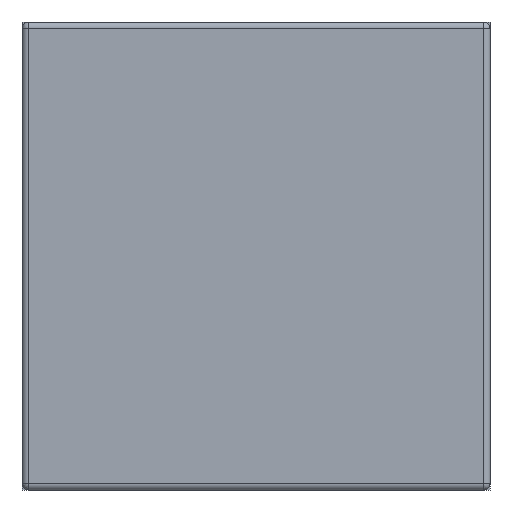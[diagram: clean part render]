
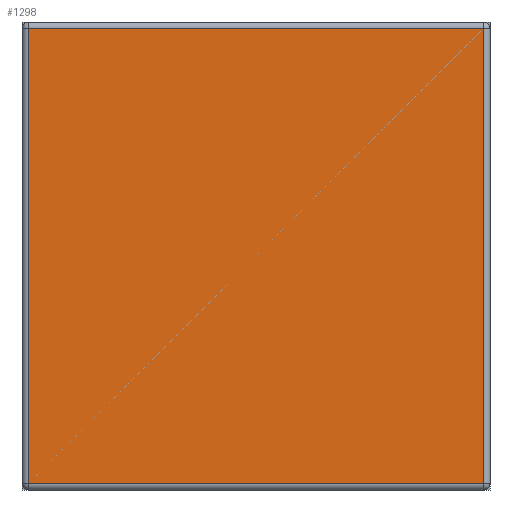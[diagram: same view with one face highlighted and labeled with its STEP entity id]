
A CAD part, front view. The second image highlights one B-rep face of the part: STEP entity #1298.
In plain terms, the highlighted planar face has unit normal (0, -1, 0).
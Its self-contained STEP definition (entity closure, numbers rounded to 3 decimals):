
#1124 = VERTEX_POINT('',#1125);
#1125 = CARTESIAN_POINT('',(-0.925,-4.2,-0.925));
#1132 = EDGE_CURVE('',#1124,#1133,#1135,.T.);
#1133 = VERTEX_POINT('',#1134);
#1134 = CARTESIAN_POINT('',(0.925,-4.2,-0.925));
#1135 = LINE('',#1136,#1137);
#1136 = CARTESIAN_POINT('',(-0.95,-4.2,-0.925));
#1137 = VECTOR('',#1138,1.);
#1138 = DIRECTION('',(1.,0.,0.));
#1298 = ADVANCED_FACE('',(#1299),#1324,.F.);
#1299 = FACE_BOUND('',#1300,.F.);
#1300 = EDGE_LOOP('',(#1301,#1302,#1310,#1318));
#1301 = ORIENTED_EDGE('',*,*,#1132,.F.);
#1302 = ORIENTED_EDGE('',*,*,#1303,.F.);
#1303 = EDGE_CURVE('',#1304,#1124,#1306,.T.);
#1304 = VERTEX_POINT('',#1305);
#1305 = CARTESIAN_POINT('',(-0.925,-4.2,0.925));
#1306 = LINE('',#1307,#1308);
#1307 = CARTESIAN_POINT('',(-0.925,-4.2,0.95));
#1308 = VECTOR('',#1309,1.);
#1309 = DIRECTION('',(0.,0.,-1.));
#1310 = ORIENTED_EDGE('',*,*,#1311,.F.);
#1311 = EDGE_CURVE('',#1312,#1304,#1314,.T.);
#1312 = VERTEX_POINT('',#1313);
#1313 = CARTESIAN_POINT('',(0.925,-4.2,0.925));
#1314 = LINE('',#1315,#1316);
#1315 = CARTESIAN_POINT('',(0.95,-4.2,0.925));
#1316 = VECTOR('',#1317,1.);
#1317 = DIRECTION('',(-1.,0.,0.));
#1318 = ORIENTED_EDGE('',*,*,#1319,.F.);
#1319 = EDGE_CURVE('',#1133,#1312,#1320,.T.);
#1320 = LINE('',#1321,#1322);
#1321 = CARTESIAN_POINT('',(0.925,-4.2,-0.95));
#1322 = VECTOR('',#1323,1.);
#1323 = DIRECTION('',(0.,0.,1.));
#1324 = PLANE('',#1325);
#1325 = AXIS2_PLACEMENT_3D('',#1326,#1327,#1328);
#1326 = CARTESIAN_POINT('',(0.,-4.2,0.)
  );
#1327 = DIRECTION('',(0.,1.,0.));
#1328 = DIRECTION('',(0.,0.,1.));
